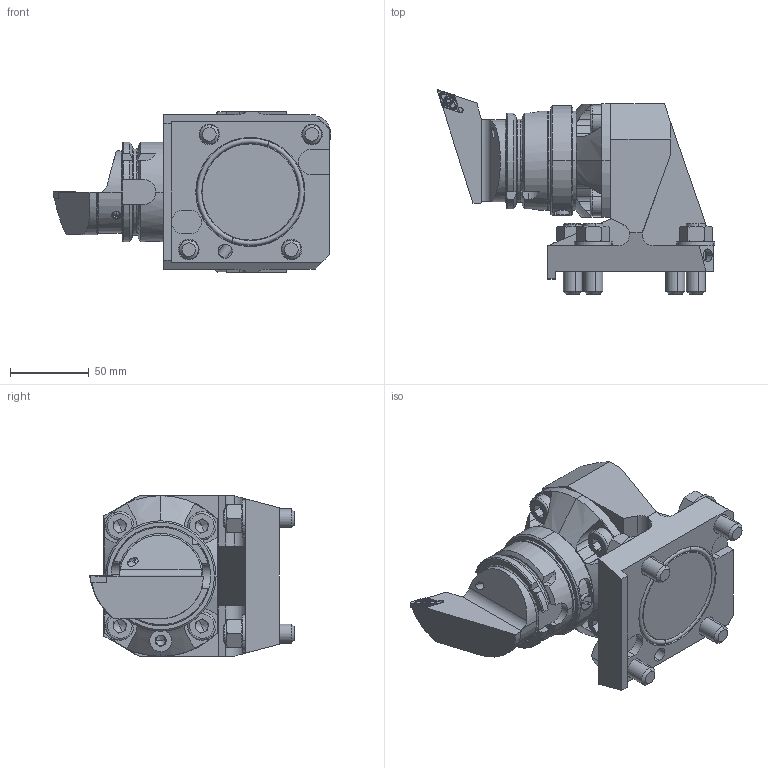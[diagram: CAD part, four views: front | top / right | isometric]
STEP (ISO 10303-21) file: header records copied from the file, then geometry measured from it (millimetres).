
FILE_DESCRIPTION (( 'STEP AP214' ), '1' );
FILE_NAME ('REA-HA6.OKU.070-11.STEP', '2017-11-14T13:59:49', ( 'SWIAdmin' ), ( 'Hewlett-Packard Company' ), 'SwSTEP 2.0', 'SolidWorks 2017', '' );
FILE_SCHEMA (( 'AUTOMOTIVE_DESIGN' ));
Length unit declared in the file: millimetre
Products named in the file (27): U63-HA6.001.040_D; KVT_MB_600_060; KVT_MB_600_080; WCB-ER2.001.009_A; REA-HA6.OKU.070-11_A; DCMT11T304; HA6-KDB.LHA.070_B; REA-HA6.OKU.070-11; U63.HA6.001.040; HA6-ER1.001.000; DIN 3771 - 17x2; Stift6; Spindel6; Backe6; Dichtung6; Grundkörper1; DIN 7984 - M12 x 20_DIN 7984 - M12 x 20 --- 20N; DIN 3771 - 55x2.5; DIN 3771 - 62x3_gespannt; U63-ER1.001.014_A; ISO 4026 - M12 x 45; HA6-ER2.002.010; ISO 4032 - M12_PreviewCfg; ISO 13337 - 5 x 14_ISO13337 5x16; ISO 7089 - 12_PreviewCfg; HA6-ER3.003.014; HA6-KDB.LHA.070
Assembly tree (40 placements, depth 4):
  REA-HA6.OKU.070-11
    REA-HA6.OKU.070-11_A
    KVT_MB_600_080  x2
    U63.HA6.001.040
      U63-HA6.001.040_D
      HA6-ER3.003.014
      ISO 13337 - 5 x 14_ISO13337 5x16
      HA6-ER2.002.010
      U63-ER1.001.014_A
      DIN 3771 - 55x2.5
      DIN 7984 - M12 x 20_DIN 7984 - M12 x 20 --- 20N  x4
      HA6-ER1.001.000
        Grundkörper1
        Dichtung6
        Backe6  x2
        Spindel6
        Stift6
        DIN 3771 - 17x2
    HA6-KDB.LHA.070
      HA6-KDB.LHA.070_B
      DCMT11T304
      WCB-ER2.001.009_A
      KVT_MB_600_060
    ISO 7089 - 12_PreviewCfg  x4
    ISO 4032 - M12_PreviewCfg  x4
    ISO 4026 - M12 x 45  x4
    DIN 3771 - 62x3_gespannt
Bounding box: 176 x 129.57 x 102 mm (x, y, z)
Volume: 774414.7 mm3; surface area: 189706.8 mm2
Topology: 40 solids, 40 shells, 1186 faces, 2840 edges, 1727 vertices
Faces by surface type: plane 386, cylinder 365, cone 314, torus 84, bspline 29, sphere 8
Entity records: 34460 total; most frequent: CARTESIAN_POINT 9559, DIRECTION 4596, ORIENTED_EDGE 4482, EDGE_CURVE 2241, AXIS2_PLACEMENT_3D 1836, VERTEX_POINT 1394, EDGE_LOOP 1027, ADVANCED_FACE 924
